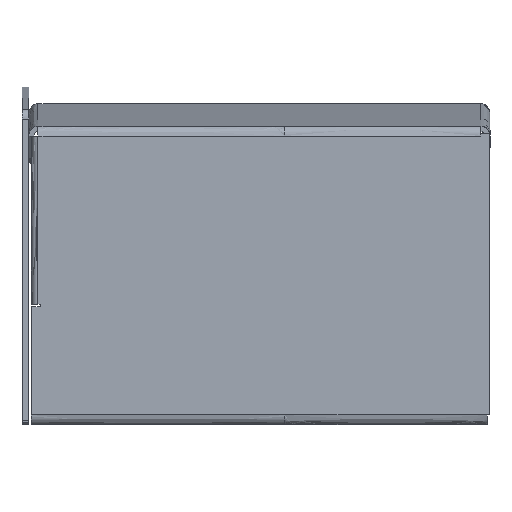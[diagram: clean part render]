
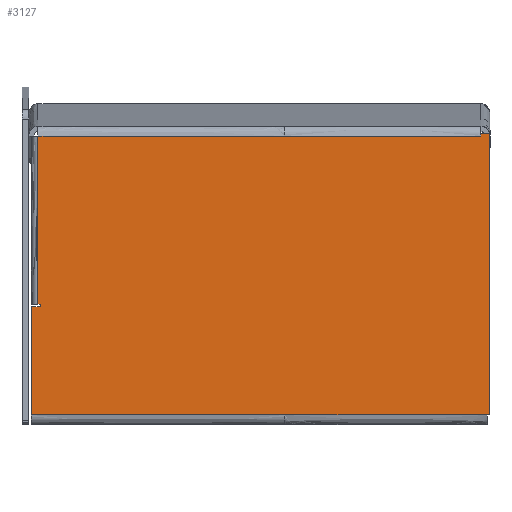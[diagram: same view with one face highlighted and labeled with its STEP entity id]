
A CAD part, left-side view. The second image highlights one B-rep face of the part: STEP entity #3127.
In plain terms, the highlighted planar face has unit normal (-1, 0, 0).
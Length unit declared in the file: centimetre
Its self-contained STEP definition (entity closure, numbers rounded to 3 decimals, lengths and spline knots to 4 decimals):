
#331=FACE_OUTER_BOUND('',#503,.T.);
#503=EDGE_LOOP('',(#2810,#2811,#2812,#2813,#2814,#2815,#2816,#2817,#2818,
#2819,#2820,#2821,#2822));
#614=LINE('',#4317,#972);
#839=LINE('',#6623,#1197);
#841=LINE('',#6626,#1199);
#842=LINE('',#6655,#1200);
#843=LINE('',#6676,#1201);
#844=LINE('',#6679,#1202);
#846=LINE('',#6683,#1204);
#848=LINE('',#6687,#1206);
#850=LINE('',#6690,#1208);
#851=LINE('',#6697,#1209);
#854=LINE('',#6702,#1212);
#862=LINE('',#6926,#1220);
#863=LINE('',#6928,#1221);
#972=VECTOR('',#3508,100.);
#1197=VECTOR('',#3893,1.);
#1199=VECTOR('',#3897,1.);
#1200=VECTOR('',#3898,100.);
#1201=VECTOR('',#3899,100.);
#1202=VECTOR('',#3902,1.);
#1204=VECTOR('',#3906,1.);
#1206=VECTOR('',#3910,1.);
#1208=VECTOR('',#3914,1.);
#1209=VECTOR('',#3915,1.);
#1212=VECTOR('',#3920,1.);
#1220=VECTOR('',#3940,1.);
#1221=VECTOR('',#3943,100.);
#1307=VERTEX_POINT('',#4305);
#1308=VERTEX_POINT('',#4316);
#1456=VERTEX_POINT('',#6157);
#1458=VERTEX_POINT('',#6169);
#1460=VERTEX_POINT('',#6181);
#1462=VERTEX_POINT('',#6287);
#1489=VERTEX_POINT('',#6620);
#1490=VERTEX_POINT('',#6622);
#1491=VERTEX_POINT('',#6647);
#1492=VERTEX_POINT('',#6678);
#1493=VERTEX_POINT('',#6682);
#1494=VERTEX_POINT('',#6686);
#1495=VERTEX_POINT('',#6700);
#1625=EDGE_CURVE('',#1308,#1307,#614,.T.);
#1912=EDGE_CURVE('',#1490,#1489,#839,.F.);
#1914=EDGE_CURVE('',#1456,#1490,#841,.T.);
#1916=EDGE_CURVE('',#1456,#1491,#842,.T.);
#1917=EDGE_CURVE('',#1491,#1458,#843,.T.);
#1918=EDGE_CURVE('',#1458,#1492,#844,.F.);
#1920=EDGE_CURVE('',#1493,#1492,#846,.T.);
#1922=EDGE_CURVE('',#1494,#1493,#848,.T.);
#1924=EDGE_CURVE('',#1460,#1494,#850,.T.);
#1925=EDGE_CURVE('',#1460,#1462,#851,.T.);
#1928=EDGE_CURVE('',#1489,#1495,#854,.F.);
#1942=EDGE_CURVE('',#1495,#1308,#862,.F.);
#1943=EDGE_CURVE('',#1307,#1462,#863,.T.);
#2810=ORIENTED_EDGE('',*,*,#1928,.T.);
#2811=ORIENTED_EDGE('',*,*,#1942,.T.);
#2812=ORIENTED_EDGE('',*,*,#1625,.T.);
#2813=ORIENTED_EDGE('',*,*,#1943,.T.);
#2814=ORIENTED_EDGE('',*,*,#1925,.F.);
#2815=ORIENTED_EDGE('',*,*,#1924,.T.);
#2816=ORIENTED_EDGE('',*,*,#1922,.T.);
#2817=ORIENTED_EDGE('',*,*,#1920,.T.);
#2818=ORIENTED_EDGE('',*,*,#1918,.F.);
#2819=ORIENTED_EDGE('',*,*,#1917,.F.);
#2820=ORIENTED_EDGE('',*,*,#1916,.F.);
#2821=ORIENTED_EDGE('',*,*,#1914,.T.);
#2822=ORIENTED_EDGE('',*,*,#1912,.T.);
#2957=PLANE('',#3297);
#3127=ADVANCED_FACE('',(#331),#2957,.T.);
#3297=AXIS2_PLACEMENT_3D('',#6927,#3941,#3942);
#3508=DIRECTION('',(0.,1.,0.));
#3893=DIRECTION('',(0.,0.,-1.));
#3897=DIRECTION('',(0.,-1.,0.));
#3898=DIRECTION('',(0.,1.,0.));
#3899=DIRECTION('',(0.,1.,0.));
#3902=DIRECTION('',(0.,0.,-1.));
#3906=DIRECTION('',(0.,1.,0.));
#3910=DIRECTION('',(0.,0.,-1.));
#3914=DIRECTION('',(0.,-1.,0.));
#3915=DIRECTION('',(0.,0.,1.));
#3920=DIRECTION('',(0.,-1.,0.));
#3940=DIRECTION('',(0.,0.,1.));
#3941=DIRECTION('center_axis',(-1.,0.,0.));
#3942=DIRECTION('ref_axis',(0.,0.,1.));
#3943=DIRECTION('',(0.,1.,0.));
#4305=CARTESIAN_POINT('',(5.5795,-14.8393,64.6084));
#4316=CARTESIAN_POINT('',(5.5795,-22.3996,64.6084));
#4317=CARTESIAN_POINT('',(5.5795,-22.6503,64.6084));
#6157=CARTESIAN_POINT('',(5.5795,-22.6503,53.8533));
#6169=CARTESIAN_POINT('',(5.5795,-5.0684,53.8533));
#6181=CARTESIAN_POINT('',(5.5795,-5.319,58.1261));
#6287=CARTESIAN_POINT('',(5.5795,-5.319,64.6084));
#6620=CARTESIAN_POINT('',(5.5795,-22.7503,64.7084));
#6622=CARTESIAN_POINT('',(5.5795,-22.7503,53.8533));
#6623=CARTESIAN_POINT('',(5.5795,-22.7503,53.5773));
#6626=CARTESIAN_POINT('',(5.5795,-22.6503,53.8533));
#6647=CARTESIAN_POINT('',(5.5795,-14.8393,53.8533));
#6655=CARTESIAN_POINT('',(5.5795,-22.6503,53.8533));
#6676=CARTESIAN_POINT('',(5.5795,-22.7503,53.8533));
#6678=CARTESIAN_POINT('',(5.5795,-5.0684,58.0189));
#6679=CARTESIAN_POINT('',(5.5795,-5.0684,59.0737));
#6682=CARTESIAN_POINT('',(5.5795,-5.4139,58.0189));
#6683=CARTESIAN_POINT('',(5.5795,-14.0821,58.0189));
#6686=CARTESIAN_POINT('',(5.5795,-5.4139,58.1261));
#6687=CARTESIAN_POINT('',(5.5795,-5.4139,55.7981));
#6690=CARTESIAN_POINT('',(5.5795,-14.0347,58.1261));
#6697=CARTESIAN_POINT('',(5.5795,-5.319,53.1698));
#6700=CARTESIAN_POINT('',(5.5795,-22.3996,64.7084));
#6702=CARTESIAN_POINT('',(5.5795,-13.8093,64.7084));
#6926=CARTESIAN_POINT('',(5.5795,-22.3996,59.0393));
#6927=CARTESIAN_POINT('Origin',(5.5795,-22.6503,53.4702));
#6928=CARTESIAN_POINT('',(5.5795,-22.7503,64.6084));
